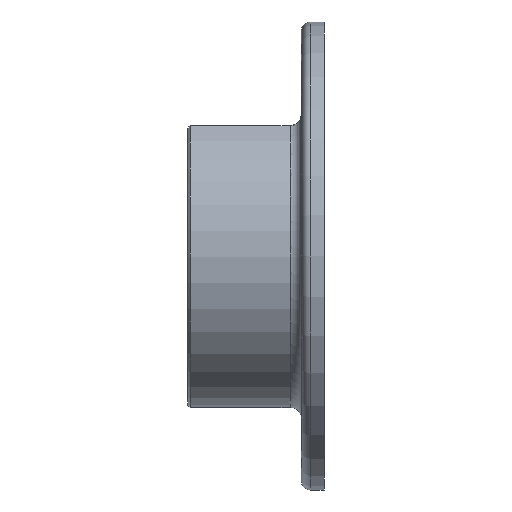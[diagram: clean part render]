
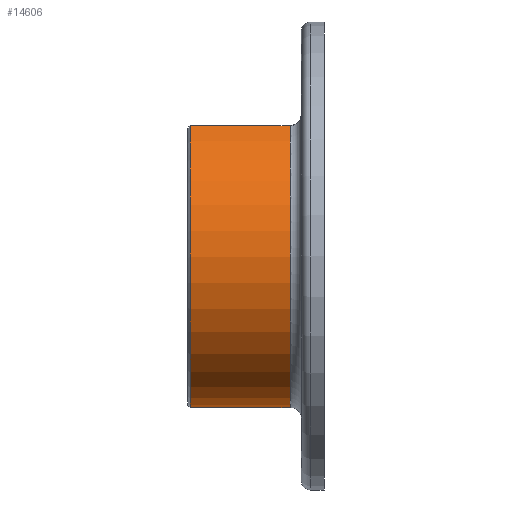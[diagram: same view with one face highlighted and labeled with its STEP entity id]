
A CAD part, left-side view. The second image highlights one B-rep face of the part: STEP entity #14606.
In plain terms, the highlighted cylindrical face has radius 33.35 mm (diameter 66.7 mm), a partial arc.
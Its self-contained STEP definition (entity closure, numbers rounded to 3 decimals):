
#955 = ORIENTED_EDGE ( 'NONE', *, *, #7524, .T. ) ;
#1003 = EDGE_CURVE ( 'NONE', #14633, #10266, #8035, .T. ) ;
#1186 = FACE_OUTER_BOUND ( 'NONE', #16826, .T. ) ;
#1517 = AXIS2_PLACEMENT_3D ( 'NONE', #10606, #15473, #16993 ) ;
#2302 = VECTOR ( 'NONE', #3788, 1000. ) ;
#3600 = DIRECTION ( 'NONE',  ( 0., 0., 1. ) ) ;
#3788 = DIRECTION ( 'NONE',  ( 0., -1., 0. ) ) ;
#3869 = CARTESIAN_POINT ( 'NONE',  ( 0., 7.5, 0. ) ) ;
#5041 = CARTESIAN_POINT ( 'NONE',  ( -17., 7.5, 28.692 ) ) ;
#5272 = CARTESIAN_POINT ( 'NONE',  ( -17., 29.5, 28.692 ) ) ;
#5326 = DIRECTION ( 'NONE',  ( 0., 1., 0. ) ) ;
#6690 = CYLINDRICAL_SURFACE ( 'NONE', #1517, 33.35 ) ;
#6994 = DIRECTION ( 'NONE',  ( 0., 0., 1. ) ) ;
#7325 = ORIENTED_EDGE ( 'NONE', *, *, #1003, .T. ) ;
#7524 = EDGE_CURVE ( 'NONE', #10266, #13870, #10679, .T. ) ;
#7811 = CARTESIAN_POINT ( 'NONE',  ( 0., 7.5, -33.35 ) ) ;
#8035 = LINE ( 'NONE', #13819, #2302 ) ;
#8869 = DIRECTION ( 'NONE',  ( 0., -1., 0. ) ) ;
#9334 = ORIENTED_EDGE ( 'NONE', *, *, #11037, .T. ) ;
#9928 = DIRECTION ( 'NONE',  ( 0., -1., 0. ) ) ;
#10001 = CIRCLE ( 'NONE', #14213, 33.35 ) ;
#10266 = VERTEX_POINT ( 'NONE', #7811 ) ;
#10606 = CARTESIAN_POINT ( 'NONE',  ( 0., 30., 0. ) ) ;
#10679 = CIRCLE ( 'NONE', #12329, 33.35 ) ;
#11037 = EDGE_CURVE ( 'NONE', #16362, #14633, #10001, .T. ) ;
#12329 = AXIS2_PLACEMENT_3D ( 'NONE', #3869, #5326, #3600 ) ;
#13819 = CARTESIAN_POINT ( 'NONE',  ( 0., 30., -33.35 ) ) ;
#13870 = VERTEX_POINT ( 'NONE', #5041 ) ;
#14213 = AXIS2_PLACEMENT_3D ( 'NONE', #16594, #8869, #6994 ) ;
#14425 = VECTOR ( 'NONE', #9928, 1000. ) ;
#14606 = ADVANCED_FACE ( 'NONE', ( #1186 ), #6690, .T. ) ;
#14633 = VERTEX_POINT ( 'NONE', #15543 ) ;
#15287 = EDGE_CURVE ( 'NONE', #16362, #13870, #20720, .T. ) ;
#15473 = DIRECTION ( 'NONE',  ( 0., -1., 0. ) ) ;
#15543 = CARTESIAN_POINT ( 'NONE',  ( 0., 29.5, -33.35 ) ) ;
#16222 = CARTESIAN_POINT ( 'NONE',  ( -17., 30., 28.692 ) ) ;
#16362 = VERTEX_POINT ( 'NONE', #5272 ) ;
#16594 = CARTESIAN_POINT ( 'NONE',  ( 0., 29.5, 0. ) ) ;
#16826 = EDGE_LOOP ( 'NONE', ( #9334, #7325, #955, #20128 ) ) ;
#16993 = DIRECTION ( 'NONE',  ( 0., 0., -1. ) ) ;
#20128 = ORIENTED_EDGE ( 'NONE', *, *, #15287, .F. ) ;
#20720 = LINE ( 'NONE', #16222, #14425 ) ;
